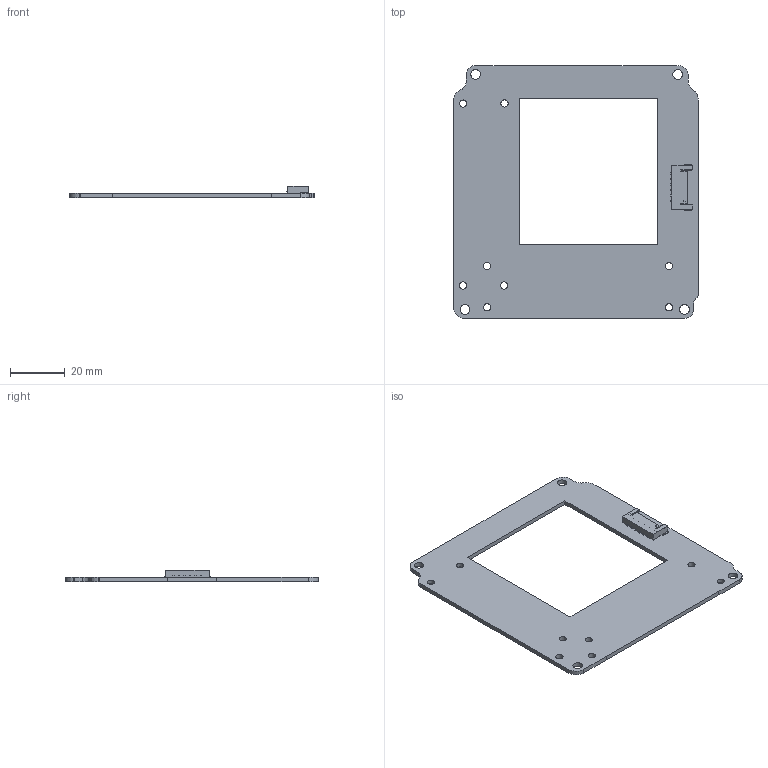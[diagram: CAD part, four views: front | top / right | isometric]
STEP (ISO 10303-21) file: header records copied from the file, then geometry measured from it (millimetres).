
FILE_DESCRIPTION(('KiCad electronic assembly'),'2;1');
FILE_NAME('coils.step','2025-01-28T14:40:49',('Pcbnew'),('Kicad'), 'Open CASCADE STEP processor 7.8','KiCad to STEP converter','Unknown' );
FILE_SCHEMA(('AUTOMOTIVE_DESIGN { 1 0 10303 214 1 1 1 1 }'));
Length unit declared in the file: millimetre
Products named in the file (4): coils 1; 2053380006; 2053380006wbm000_01; coils_PCB
Assembly tree (3 placements, depth 3):
  coils 1
    2053380006
      2053380006wbm000_01
    coils_PCB
Bounding box: 89.14 x 92.16 x 4.19 mm (x, y, z)
Volume: 8713.1 mm3; surface area: 12308.8 mm2
Topology: 2 solids, 2 shells, 271 faces, 810 edges, 534 vertices
Faces by surface type: plane 229, cylinder 42
Full cylindrical faces by diameter (mm): 2.618 x8, 3.471 x1, 3.511 x1, 3.532 x1, 3.559 x1
Entity records: 9144 total; most frequent: ORIENTED_EDGE 1620, CARTESIAN_POINT 1619, DIRECTION 1446, EDGE_CURVE 810, LINE 724, VECTOR 724, VERTEX_POINT 534, AXIS2_PLACEMENT_3D 361
